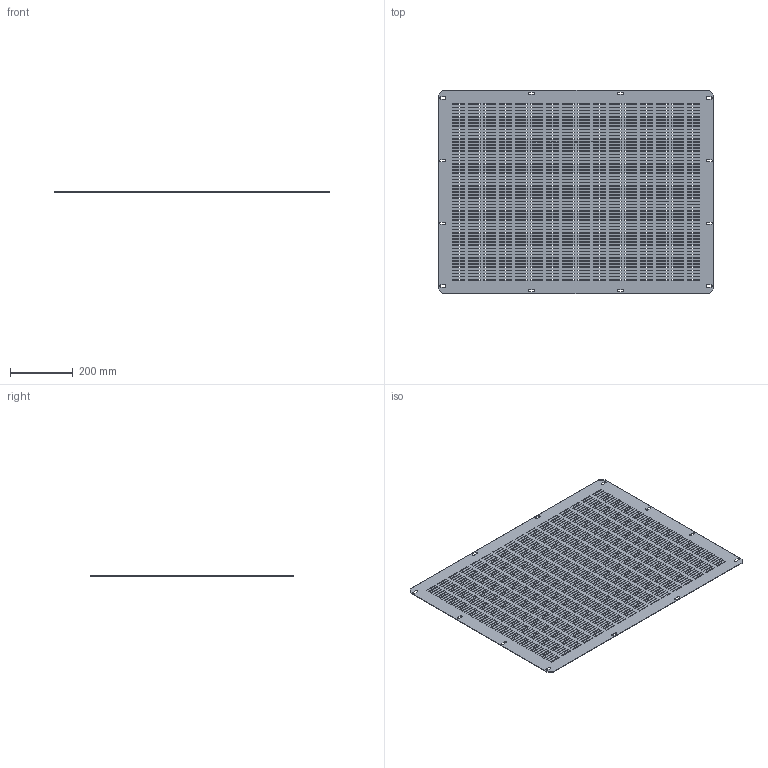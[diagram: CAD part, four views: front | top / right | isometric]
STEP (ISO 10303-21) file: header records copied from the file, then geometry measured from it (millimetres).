
FILE_DESCRIPTION (( 'STEP AP214' ), '1' );
FILE_NAME ('FO-00-FBV-080-100 FORMAT Ôëàíåö îñíîâàíèÿ âåíòèëèðóåìûé â øêàô 800õ1000 IEK.STEP', '2024-06-24T12:11:31', ( '' ), ( '' ), 'SwSTEP 2.0', 'SolidWorks 2022', '' );
FILE_SCHEMA (( 'AUTOMOTIVE_DESIGN' ));
Length unit declared in the file: millimetre
Products named in the file (1): FO-00-FBV-080-100 FORMAT Фланец основания вентилируемый в шкаф 800х1000 IEK
Bounding box: 880 x 648 x 1.5 mm (x, y, z)
Surface area: 1114282.2 mm2 (no closed solid volume)
Topology: 0 solids, 1 shells, 3715 faces, 11114 edges, 7432 vertices
Faces by surface type: plane 3679, cylinder 36
Entity records: 126454 total; most frequent: CARTESIAN_POINT 22299, ORIENTED_EDGE 22296, DIRECTION 18658, EDGE_CURVE 11148, LINE 11076, VECTOR 11076, VERTEX_POINT 7432, EDGE_LOOP 5566
